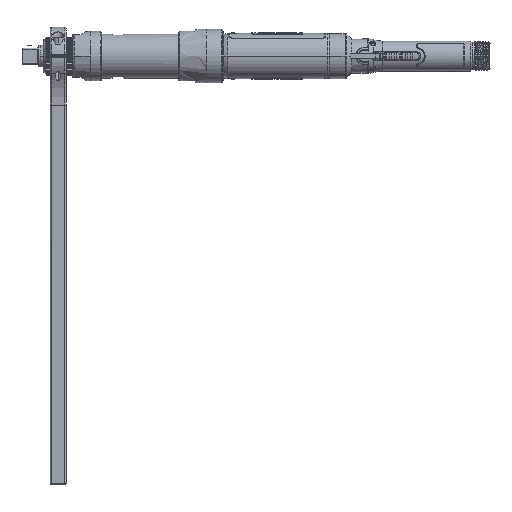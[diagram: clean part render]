
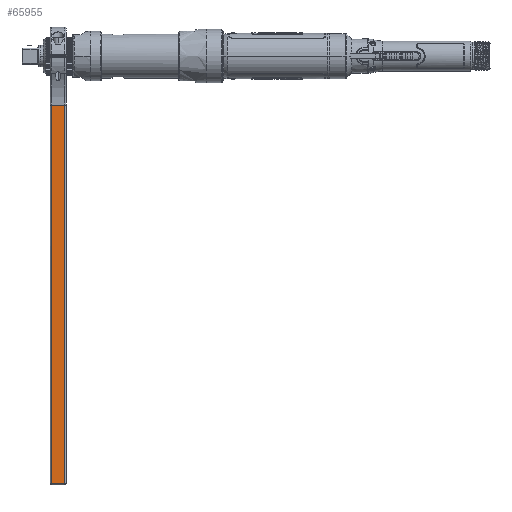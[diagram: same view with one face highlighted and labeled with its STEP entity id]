
A CAD part, top view. The second image highlights one B-rep face of the part: STEP entity #65955.
In plain terms, the highlighted planar face has unit normal (0, 0, 1).
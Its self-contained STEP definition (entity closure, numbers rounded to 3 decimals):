
#63866=DIRECTION('',(-1.,0.,0.));
#63867=VECTOR('',#63866,0.63);
#63868=CARTESIAN_POINT('',(-6.813,-2.289,0.588));
#63869=LINE('',#63868,#63867);
#64236=DIRECTION('',(0.,1.,0.));
#64237=VECTOR('',#64236,17.651);
#64238=CARTESIAN_POINT('',(-7.443,-19.94,0.588));
#64239=LINE('',#64238,#64237);
#64352=DIRECTION('',(0.,-1.,0.));
#64353=VECTOR('',#64352,17.651);
#64354=CARTESIAN_POINT('',(-6.813,-2.289,0.588));
#64355=LINE('',#64354,#64353);
#64448=DIRECTION('',(1.,0.,0.));
#64449=VECTOR('',#64448,0.63);
#64450=CARTESIAN_POINT('',(-7.443,-19.94,0.588));
#64451=LINE('',#64450,#64449);
#65218=CARTESIAN_POINT('',(-7.443,-19.94,0.588));
#65219=CARTESIAN_POINT('',(-7.443,-2.289,0.588));
#65220=VERTEX_POINT('',#65218);
#65221=VERTEX_POINT('',#65219);
#65261=CARTESIAN_POINT('',(-6.813,-2.289,0.588));
#65262=CARTESIAN_POINT('',(-6.813,-19.94,0.588));
#65263=VERTEX_POINT('',#65261);
#65264=VERTEX_POINT('',#65262);
#65940=CARTESIAN_POINT('',(-6.753,-20.,0.588));
#65941=DIRECTION('',(0.,0.,1.));
#65942=DIRECTION('',(0.,1.,0.));
#65943=AXIS2_PLACEMENT_3D('',#65940,#65941,#65942);
#65944=PLANE('',#65943);
#65946=ORIENTED_EDGE('',*,*,#65945,.T.);
#65948=ORIENTED_EDGE('',*,*,#65947,.F.);
#65950=ORIENTED_EDGE('',*,*,#65949,.T.);
#65952=ORIENTED_EDGE('',*,*,#65951,.F.);
#65953=EDGE_LOOP('',(#65946,#65948,#65950,#65952));
#65954=FACE_OUTER_BOUND('',#65953,.F.);
#65955=ADVANCED_FACE('',(#65954),#65944,.T.);
#65945=EDGE_CURVE('',#65220,#65221,#64239,.T.);
#65947=EDGE_CURVE('',#65263,#65221,#63869,.T.);
#65949=EDGE_CURVE('',#65263,#65264,#64355,.T.);
#65951=EDGE_CURVE('',#65220,#65264,#64451,.T.);
